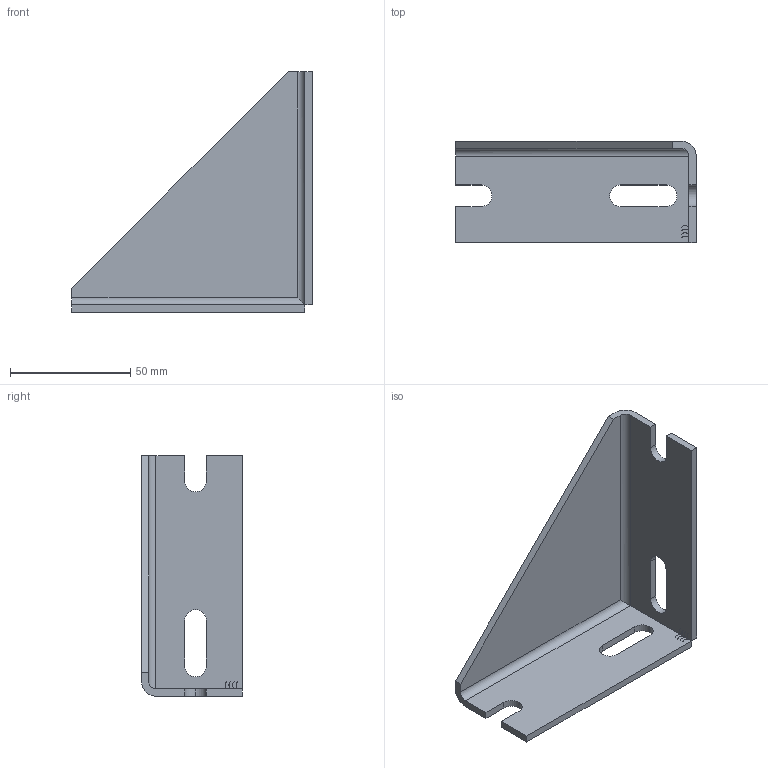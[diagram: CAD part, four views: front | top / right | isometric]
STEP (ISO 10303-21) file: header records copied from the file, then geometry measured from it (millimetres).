
FILE_DESCRIPTION (( 'STEP AP214' ), '1' );
FILE_NAME ('093wv1002v.STEP', '2014-08-20T13:48:15', ( '' ), ( '' ), 'SwSTEP 2.0', 'SolidWorks 2014', '' );
FILE_SCHEMA (( 'AUTOMOTIVE_DESIGN' ));
Length unit declared in the file: millimetre
Products named in the file (1): 093wv1002v
Bounding box: 100 x 42 x 100 mm (x, y, z)
Volume: 37227.5 mm3; surface area: 26862.2 mm2
Topology: 1 solids, 1 shells, 76 faces, 196 edges, 130 vertices
Faces by surface type: plane 47, cylinder 29
Entity records: 2584 total; most frequent: CARTESIAN_POINT 409, DIRECTION 406, ORIENTED_EDGE 392, EDGE_CURVE 196, LINE 136, VECTOR 136, AXIS2_PLACEMENT_3D 135, VERTEX_POINT 130
